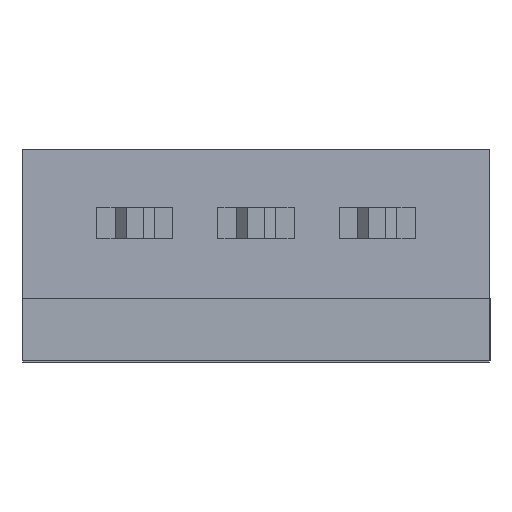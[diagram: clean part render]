
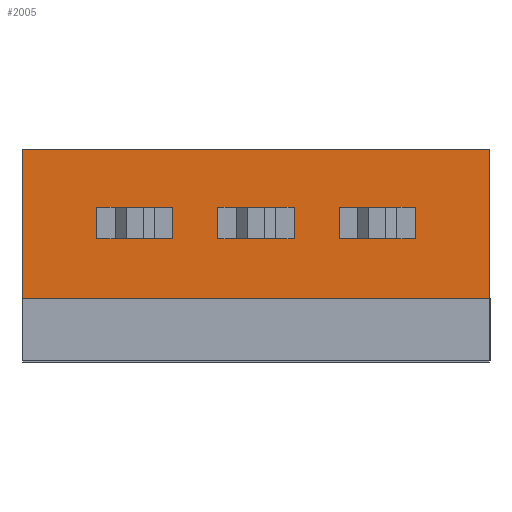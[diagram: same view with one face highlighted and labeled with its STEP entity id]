
A CAD part, front view. The second image highlights one B-rep face of the part: STEP entity #2005.
In plain terms, the highlighted planar face has unit normal (0, -1, 0.004).
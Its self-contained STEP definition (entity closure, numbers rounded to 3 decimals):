
#47 = CARTESIAN_POINT ( 'NONE',  ( -5.2, -4.815, 4.7 ) ) ;
#79 = EDGE_CURVE ( 'NONE', #397, #1706, #2057, .T. ) ;
#140 = VECTOR ( 'NONE', #938, 1000. ) ;
#238 = EDGE_LOOP ( 'NONE', ( #3266, #732, #1936, #930 ) ) ;
#258 = LINE ( 'NONE', #435, #1618 ) ;
#312 = DIRECTION ( 'NONE',  ( 0., -1., 0.004 ) ) ;
#383 = EDGE_CURVE ( 'NONE', #3289, #2684, #2462, .T. ) ;
#397 = VERTEX_POINT ( 'NONE', #3319 ) ;
#435 = CARTESIAN_POINT ( 'NONE',  ( 0., -4.829, 1.4 ) ) ;
#443 = DIRECTION ( 'NONE',  ( -0.004, -0.004, -1. ) ) ;
#691 = CARTESIAN_POINT ( 'NONE',  ( 5.2, -4.815, 4.7 ) ) ;
#732 = ORIENTED_EDGE ( 'NONE', *, *, #79, .F. ) ;
#930 = ORIENTED_EDGE ( 'NONE', *, *, #383, .T. ) ;
#938 = DIRECTION ( 'NONE',  ( 0.004, -0.004, -1. ) ) ;
#1003 = EDGE_CURVE ( 'NONE', #2684, #1706, #258, .T. ) ;
#1047 = CARTESIAN_POINT ( 'NONE',  ( -5.2, -4.815, 4.7 ) ) ;
#1356 = LINE ( 'NONE', #1047, #2751 ) ;
#1618 = VECTOR ( 'NONE', #2586, 1000. ) ;
#1706 = VERTEX_POINT ( 'NONE', #1811 ) ;
#1811 = CARTESIAN_POINT ( 'NONE',  ( 5.214, -4.829, 1.4 ) ) ;
#1936 = ORIENTED_EDGE ( 'NONE', *, *, #2707, .F. ) ;
#2005 = ADVANCED_FACE ( 'NONE', ( #2533 ), #3162, .T. ) ;
#2057 = LINE ( 'NONE', #691, #140 ) ;
#2148 = DIRECTION ( 'NONE',  ( 0., -0.004, -1. ) ) ;
#2280 = CARTESIAN_POINT ( 'NONE',  ( -5.2, -4.815, 4.7 ) ) ;
#2357 = DIRECTION ( 'NONE',  ( 1., 0., 0. ) ) ;
#2386 = VECTOR ( 'NONE', #443, 1000. ) ;
#2462 = LINE ( 'NONE', #2280, #2386 ) ;
#2533 = FACE_OUTER_BOUND ( 'NONE', #238, .T. ) ;
#2586 = DIRECTION ( 'NONE',  ( 1., 0., 0. ) ) ;
#2590 = CARTESIAN_POINT ( 'NONE',  ( -5.214, -4.829, 1.4 ) ) ;
#2684 = VERTEX_POINT ( 'NONE', #2590 ) ;
#2707 = EDGE_CURVE ( 'NONE', #3289, #397, #1356, .T. ) ;
#2751 = VECTOR ( 'NONE', #2357, 1000. ) ;
#3162 = PLANE ( 'NONE',  #3181 ) ;
#3181 = AXIS2_PLACEMENT_3D ( 'NONE', #47, #312, #2148 ) ;
#3266 = ORIENTED_EDGE ( 'NONE', *, *, #1003, .T. ) ;
#3289 = VERTEX_POINT ( 'NONE', #3390 ) ;
#3319 = CARTESIAN_POINT ( 'NONE',  ( 5.2, -4.815, 4.7 ) ) ;
#3390 = CARTESIAN_POINT ( 'NONE',  ( -5.2, -4.815, 4.7 ) ) ;
